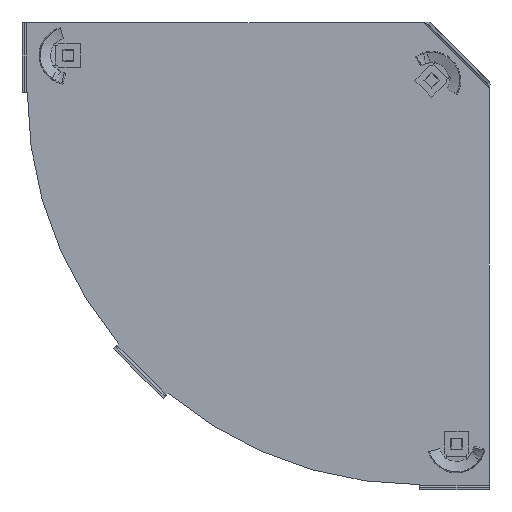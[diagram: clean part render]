
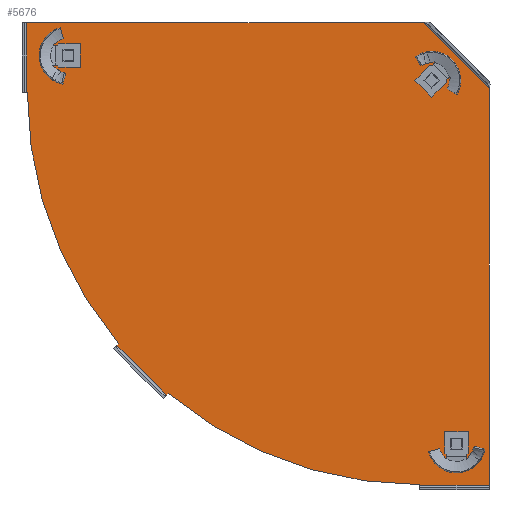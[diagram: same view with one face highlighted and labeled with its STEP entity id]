
A CAD part, front view. The second image highlights one B-rep face of the part: STEP entity #5676.
In plain terms, the highlighted planar face has unit normal (0, -1, 0).
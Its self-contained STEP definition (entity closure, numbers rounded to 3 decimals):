
#68 = CARTESIAN_POINT ( 'NONE',  ( -350.617, -2., -53. ) ) ;
#81 = VECTOR ( 'NONE', #4151, 1000. ) ;
#106 = LINE ( 'NONE', #1872, #5103 ) ;
#328 = DIRECTION ( 'NONE',  ( 0., 1., 0. ) ) ;
#337 = EDGE_LOOP ( 'NONE', ( #616 ) ) ;
#360 = CARTESIAN_POINT ( 'NONE',  ( -244.709, -2., -282.185 ) ) ;
#381 = VECTOR ( 'NONE', #468, 1000. ) ;
#384 = CARTESIAN_POINT ( 'NONE',  ( -53., -2., -53. ) ) ;
#410 = CARTESIAN_POINT ( 'NONE',  ( 0., -2., -363.9 ) ) ;
#419 = LINE ( 'NONE', #68, #381 ) ;
#439 = AXIS2_PLACEMENT_3D ( 'NONE', #5118, #2805, #4588 ) ;
#468 = DIRECTION ( 'NONE',  ( 0., 0., -1. ) ) ;
#493 = DIRECTION ( 'NONE',  ( 0., 0., 1. ) ) ;
#512 = LINE ( 'NONE', #1453, #1400 ) ;
#517 = EDGE_CURVE ( 'NONE', #609, #2318, #512, .T. ) ;
#533 = ORIENTED_EDGE ( 'NONE', *, *, #924, .T. ) ;
#564 = VERTEX_POINT ( 'NONE', #3378 ) ;
#584 = CARTESIAN_POINT ( 'NONE',  ( 0., -2., -50.117 ) ) ;
#609 = VERTEX_POINT ( 'NONE', #360 ) ;
#613 = DIRECTION ( 'NONE',  ( 0., 1., 0. ) ) ;
#616 = ORIENTED_EDGE ( 'NONE', *, *, #745, .T. ) ;
#698 = CARTESIAN_POINT ( 'NONE',  ( -25., -2., -310.867 ) ) ;
#735 = EDGE_CURVE ( 'NONE', #3376, #4396, #1031, .T. ) ;
#745 = EDGE_CURVE ( 'NONE', #3016, #3016, #5198, .T. ) ;
#758 = CARTESIAN_POINT ( 'NONE',  ( -319.117, -2., -16.75 ) ) ;
#808 = EDGE_CURVE ( 'NONE', #5727, #2737, #997, .T. ) ;
#924 = EDGE_CURVE ( 'NONE', #2958, #2958, #2167, .T. ) ;
#995 = EDGE_CURVE ( 'NONE', #4359, #5177, #419, .T. ) ;
#997 = LINE ( 'NONE', #2014, #5478 ) ;
#1031 = CIRCLE ( 'NONE', #2456, 297.1 ) ;
#1061 = FACE_BOUND ( 'NONE', #3084, .T. ) ;
#1072 = CARTESIAN_POINT ( 'NONE',  ( -53., -2., -350.1 ) ) ;
#1116 = VERTEX_POINT ( 'NONE', #1257 ) ;
#1257 = CARTESIAN_POINT ( 'NONE',  ( 0., -2., -350.617 ) ) ;
#1278 = EDGE_CURVE ( 'NONE', #2608, #609, #106, .T. ) ;
#1321 = LINE ( 'NONE', #410, #5837 ) ;
#1358 = ORIENTED_EDGE ( 'NONE', *, *, #2487, .F. ) ;
#1368 = CARTESIAN_POINT ( 'NONE',  ( -53., -2., -350.617 ) ) ;
#1399 = DIRECTION ( 'NONE',  ( -0.707, 0., 0.707 ) ) ;
#1400 = VECTOR ( 'NONE', #1399, 1000. ) ;
#1432 = PLANE ( 'NONE',  #439 ) ;
#1453 = CARTESIAN_POINT ( 'NONE',  ( -263.447, -2., -263.447 ) ) ;
#1468 = LINE ( 'NONE', #2357, #1800 ) ;
#1497 = DIRECTION ( 'NONE',  ( 0., 1., 0. ) ) ;
#1515 = DIRECTION ( 'NONE',  ( -0.707, 0., -0.707 ) ) ;
#1593 = ORIENTED_EDGE ( 'NONE', *, *, #4284, .F. ) ;
#1601 = AXIS2_PLACEMENT_3D ( 'NONE', #3753, #1497, #5211 ) ;
#1789 = CARTESIAN_POINT ( 'NONE',  ( -363.9, -2., -53. ) ) ;
#1800 = VECTOR ( 'NONE', #4115, 1000. ) ;
#1872 = CARTESIAN_POINT ( 'NONE',  ( -254.101, -2., -291.578 ) ) ;
#1886 = CARTESIAN_POINT ( 'NONE',  ( -50.117, -2., 0. ) ) ;
#1937 = EDGE_CURVE ( 'NONE', #3878, #3878, #5213, .T. ) ;
#2002 = EDGE_CURVE ( 'NONE', #2328, #2608, #3680, .T. ) ;
#2014 = CARTESIAN_POINT ( 'NONE',  ( -25.058, -2., -25.058 ) ) ;
#2153 = EDGE_CURVE ( 'NONE', #4396, #5177, #5351, .T. ) ;
#2167 = CIRCLE ( 'NONE', #1601, 8.25 ) ;
#2206 = DIRECTION ( 'NONE',  ( 0., 0., 1. ) ) ;
#2225 = CARTESIAN_POINT ( 'NONE',  ( -280.982, -2., -243.506 ) ) ;
#2238 = ORIENTED_EDGE ( 'NONE', *, *, #517, .F. ) ;
#2318 = VERTEX_POINT ( 'NONE', #4317 ) ;
#2328 = VERTEX_POINT ( 'NONE', #3932 ) ;
#2357 = CARTESIAN_POINT ( 'NONE',  ( -350.1, -2., 0. ) ) ;
#2423 = DIRECTION ( 'NONE',  ( 0., 0., 1. ) ) ;
#2456 = AXIS2_PLACEMENT_3D ( 'NONE', #3654, #3191, #493 ) ;
#2487 = EDGE_CURVE ( 'NONE', #1116, #564, #5458, .T. ) ;
#2599 = DIRECTION ( 'NONE',  ( 0., 0., 1. ) ) ;
#2608 = VERTEX_POINT ( 'NONE', #5076 ) ;
#2627 = ORIENTED_EDGE ( 'NONE', *, *, #735, .F. ) ;
#2638 = AXIS2_PLACEMENT_3D ( 'NONE', #2774, #4023, #2206 ) ;
#2675 = DIRECTION ( 'NONE',  ( -1., 0., 0. ) ) ;
#2737 = VERTEX_POINT ( 'NONE', #584 ) ;
#2774 = CARTESIAN_POINT ( 'NONE',  ( -25., -2., -319.117 ) ) ;
#2805 = DIRECTION ( 'NONE',  ( 0., 1., 0. ) ) ;
#2958 = VERTEX_POINT ( 'NONE', #3815 ) ;
#3013 = CARTESIAN_POINT ( 'NONE',  ( -350.617, -2., 0. ) ) ;
#3016 = VERTEX_POINT ( 'NONE', #698 ) ;
#3084 = EDGE_LOOP ( 'NONE', ( #3188 ) ) ;
#3134 = EDGE_CURVE ( 'NONE', #4359, #5727, #1468, .T. ) ;
#3152 = LINE ( 'NONE', #2225, #5651 ) ;
#3188 = ORIENTED_EDGE ( 'NONE', *, *, #1937, .T. ) ;
#3191 = DIRECTION ( 'NONE',  ( 0., 1., 0. ) ) ;
#3248 = DIRECTION ( 'NONE',  ( 0.707, 0., -0.707 ) ) ;
#3250 = CARTESIAN_POINT ( 'NONE',  ( -319.117, -2., -25. ) ) ;
#3306 = FACE_BOUND ( 'NONE', #337, .T. ) ;
#3376 = VERTEX_POINT ( 'NONE', #3550 ) ;
#3378 = CARTESIAN_POINT ( 'NONE',  ( -53., -2., -350.617 ) ) ;
#3398 = ORIENTED_EDGE ( 'NONE', *, *, #4037, .F. ) ;
#3550 = CARTESIAN_POINT ( 'NONE',  ( -280.982, -2., -243.506 ) ) ;
#3654 = CARTESIAN_POINT ( 'NONE',  ( -53., -2., -53. ) ) ;
#3680 = CIRCLE ( 'NONE', #5686, 297.1 ) ;
#3708 = DIRECTION ( 'NONE',  ( 0.707, 0., 0.707 ) ) ;
#3753 = CARTESIAN_POINT ( 'NONE',  ( -43.797, -2., -43.797 ) ) ;
#3815 = CARTESIAN_POINT ( 'NONE',  ( -43.797, -2., -35.547 ) ) ;
#3822 = ORIENTED_EDGE ( 'NONE', *, *, #2002, .F. ) ;
#3878 = VERTEX_POINT ( 'NONE', #758 ) ;
#3890 = EDGE_LOOP ( 'NONE', ( #2238, #5419, #3822, #3398, #1358, #1593, #4102, #4049, #4056, #4595, #2627, #4828 ) ) ;
#3932 = CARTESIAN_POINT ( 'NONE',  ( -53., -2., -350.1 ) ) ;
#4023 = DIRECTION ( 'NONE',  ( 0., 1., 0. ) ) ;
#4037 = EDGE_CURVE ( 'NONE', #564, #2328, #4210, .T. ) ;
#4049 = ORIENTED_EDGE ( 'NONE', *, *, #3134, .F. ) ;
#4056 = ORIENTED_EDGE ( 'NONE', *, *, #995, .T. ) ;
#4102 = ORIENTED_EDGE ( 'NONE', *, *, #808, .F. ) ;
#4115 = DIRECTION ( 'NONE',  ( 1., 0., 0. ) ) ;
#4138 = FACE_OUTER_BOUND ( 'NONE', #3890, .T. ) ;
#4151 = DIRECTION ( 'NONE',  ( 0., 0., 1. ) ) ;
#4210 = LINE ( 'NONE', #1072, #81 ) ;
#4284 = EDGE_CURVE ( 'NONE', #2737, #1116, #1321, .T. ) ;
#4317 = CARTESIAN_POINT ( 'NONE',  ( -282.185, -2., -244.709 ) ) ;
#4346 = VECTOR ( 'NONE', #2675, 1000. ) ;
#4359 = VERTEX_POINT ( 'NONE', #3013 ) ;
#4396 = VERTEX_POINT ( 'NONE', #5765 ) ;
#4435 = EDGE_CURVE ( 'NONE', #2318, #3376, #3152, .T. ) ;
#4502 = DIRECTION ( 'NONE',  ( 0., 0., -1. ) ) ;
#4588 = DIRECTION ( 'NONE',  ( 0., 0., 1. ) ) ;
#4595 = ORIENTED_EDGE ( 'NONE', *, *, #2153, .F. ) ;
#4654 = VECTOR ( 'NONE', #4961, 1000. ) ;
#4747 = AXIS2_PLACEMENT_3D ( 'NONE', #3250, #613, #2423 ) ;
#4828 = ORIENTED_EDGE ( 'NONE', *, *, #4435, .F. ) ;
#4892 = CARTESIAN_POINT ( 'NONE',  ( -350.617, -2., -53. ) ) ;
#4961 = DIRECTION ( 'NONE',  ( -1., 0., 0. ) ) ;
#5059 = FACE_BOUND ( 'NONE', #5301, .T. ) ;
#5076 = CARTESIAN_POINT ( 'NONE',  ( -243.506, -2., -280.982 ) ) ;
#5103 = VECTOR ( 'NONE', #1515, 1000. ) ;
#5118 = CARTESIAN_POINT ( 'NONE',  ( -53., -2., -53. ) ) ;
#5177 = VERTEX_POINT ( 'NONE', #4892 ) ;
#5198 = CIRCLE ( 'NONE', #2638, 8.25 ) ;
#5211 = DIRECTION ( 'NONE',  ( 0., 0., 1. ) ) ;
#5213 = CIRCLE ( 'NONE', #4747, 8.25 ) ;
#5301 = EDGE_LOOP ( 'NONE', ( #533 ) ) ;
#5351 = LINE ( 'NONE', #1789, #4346 ) ;
#5419 = ORIENTED_EDGE ( 'NONE', *, *, #1278, .F. ) ;
#5458 = LINE ( 'NONE', #1368, #4654 ) ;
#5478 = VECTOR ( 'NONE', #3248, 1000. ) ;
#5651 = VECTOR ( 'NONE', #3708, 1000. ) ;
#5676 = ADVANCED_FACE ( 'NONE', ( #1061, #3306, #5059, #4138 ), #1432, .F. ) ;
#5686 = AXIS2_PLACEMENT_3D ( 'NONE', #384, #328, #2599 ) ;
#5727 = VERTEX_POINT ( 'NONE', #1886 ) ;
#5765 = CARTESIAN_POINT ( 'NONE',  ( -350.1, -2., -53. ) ) ;
#5837 = VECTOR ( 'NONE', #4502, 1000. ) ;
